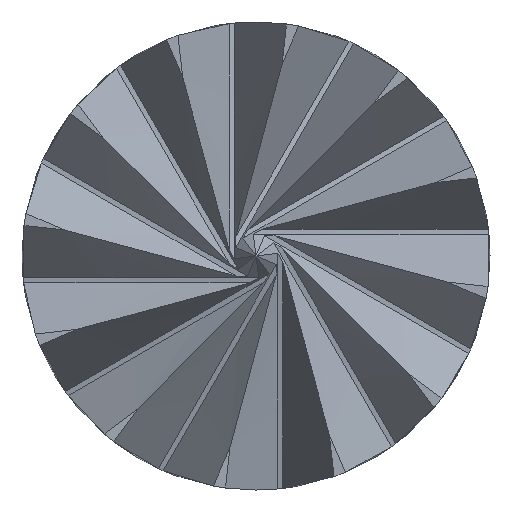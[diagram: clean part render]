
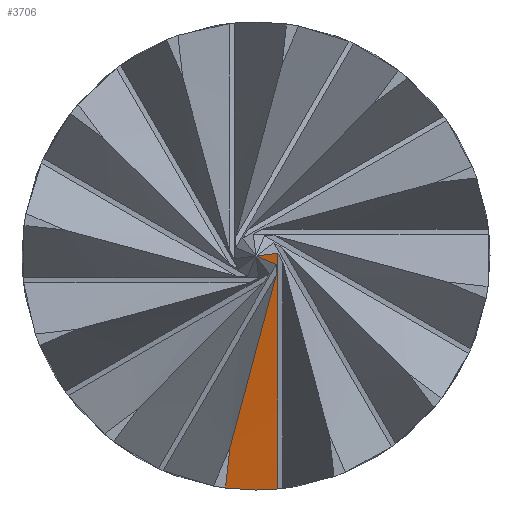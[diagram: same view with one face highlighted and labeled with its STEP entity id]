
A CAD part, left-side view. The second image highlights one B-rep face of the part: STEP entity #3706.
In plain terms, the highlighted conical face has half-angle 59.362 degrees and reference radius 9.398 mm.
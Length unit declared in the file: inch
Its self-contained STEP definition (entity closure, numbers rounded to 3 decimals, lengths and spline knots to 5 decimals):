
#63 = B_SPLINE_CURVE_WITH_KNOTS ( 'NONE', 3,
 ( #186, #2616, #2626, #801 ),
 .UNSPECIFIED., .F., .F.,
 ( 4, 4 ),
 ( 0., 0.00011 ),
 .UNSPECIFIED. ) ;
#101 = ORIENTED_EDGE ( 'NONE', *, *, #1178, .F. ) ;
#127 = CARTESIAN_POINT ( 'NONE',  ( -0.3, 0.003, -0.0228 ) ) ;
#131 = CARTESIAN_POINT ( 'NONE',  ( -0.29714, -0.00046, -0.00756 ) ) ;
#186 = CARTESIAN_POINT ( 'NONE',  ( -0.2961, -0.00215, 0.00026 ) ) ;
#190 = DIRECTION ( 'NONE',  ( 0., 0., 1. ) ) ;
#225 = CARTESIAN_POINT ( 'NONE',  ( -0.3, 0.00256, -0.01886 ) ) ;
#407 = CONICAL_SURFACE ( 'NONE', #2553, 0.37, 1.036 ) ;
#426 = CARTESIAN_POINT ( 'NONE',  ( -0.29588, -0.00198, -0.00188 ) ) ;
#442 = ORIENTED_EDGE ( 'NONE', *, *, #2118, .F. ) ;
#443 = CARTESIAN_POINT ( 'NONE',  ( -0.3, 0.00256, -0.01886 ) ) ;
#499 = CARTESIAN_POINT ( 'NONE',  ( -0.3, 0.00271, -0.02017 ) ) ;
#528 = VERTEX_POINT ( 'NONE', #225 ) ;
#585 = B_SPLINE_CURVE_WITH_KNOTS ( 'NONE', 3,
 ( #1930, #131, #2884, #1049 ),
 .UNSPECIFIED., .F., .F.,
 ( 4, 4 ),
 ( 0.00002, 0.00048 ),
 .UNSPECIFIED. ) ;
#588 = CARTESIAN_POINT ( 'NONE',  ( -0.3, 0.003, -0.0228 ) ) ;
#596 = CARTESIAN_POINT ( 'NONE',  ( -0.65528, -0.00215, -0.08858 ) ) ;
#603 = CARTESIAN_POINT ( 'NONE',  ( -0.29732, -0.00133, -0.00057 ) ) ;
#622 = DIRECTION ( 'NONE',  ( 0., 1., 0. ) ) ;
#693 = VERTEX_POINT ( 'NONE', #1757 ) ;
#755 = CARTESIAN_POINT ( 'NONE',  ( -0.29654, 0.001, -0.023 ) ) ;
#764 = CARTESIAN_POINT ( 'NONE',  ( -0.3, 0.00285, -0.02149 ) ) ;
#801 = CARTESIAN_POINT ( 'NONE',  ( -0.29978, 0., 0. ) ) ;
#831 = EDGE_CURVE ( 'NONE', #3494, #1549, #1907, .T. ) ;
#1049 = CARTESIAN_POINT ( 'NONE',  ( -0.3, 0.00256, -0.01886 ) ) ;
#1105 = VERTEX_POINT ( 'NONE', #1265 ) ;
#1178 = EDGE_CURVE ( 'NONE', #1423, #528, #1612, .T. ) ;
#1265 = CARTESIAN_POINT ( 'NONE',  ( -0.29482, 0., -0.023 ) ) ;
#1303 = CARTESIAN_POINT ( 'NONE',  ( -0.29237, -0.00143, -0.02297 ) ) ;
#1358 = DIRECTION ( 'NONE',  ( 0., 0., -1. ) ) ;
#1359 = B_SPLINE_CURVE_WITH_KNOTS ( 'NONE', 3,
 ( #127, #1925, #755, #2879 ),
 .UNSPECIFIED., .F., .F.,
 ( 4, 4 ),
 ( 0.00004, 0.0002 ),
 .UNSPECIFIED. ) ;
#1423 = VERTEX_POINT ( 'NONE', #3240 ) ;
#1549 = VERTEX_POINT ( 'NONE', #426 ) ;
#1594 = FACE_OUTER_BOUND ( 'NONE', #1953, .T. ) ;
#1605 = CARTESIAN_POINT ( 'NONE',  ( -0.2936, -0.00071, -0.023 ) ) ;
#1612 = B_SPLINE_CURVE_WITH_KNOTS ( 'NONE', 3,
 ( #588, #764, #499, #443 ),
 .UNSPECIFIED., .F., .F.,
 ( 4, 4 ),
 ( 0.0025, 0.0026 ),
 .UNSPECIFIED. ) ;
#1729 = EDGE_CURVE ( 'NONE', #1105, #693, #2914, .T. ) ;
#1749 = CARTESIAN_POINT ( 'NONE',  ( -0.29978, 0., 0. ) ) ;
#1757 = CARTESIAN_POINT ( 'NONE',  ( -0.29115, -0.00215, -0.0229 ) ) ;
#1907 = B_SPLINE_CURVE_WITH_KNOTS ( 'NONE', 3,
 ( #3158, #2117, #3133, #3120 ),
 .UNSPECIFIED., .F., .F.,
 ( 4, 4 ),
 ( 0.00001, 0.00004 ),
 .UNSPECIFIED. ) ;
#1925 = CARTESIAN_POINT ( 'NONE',  ( -0.29827, 0.002, -0.02293 ) ) ;
#1930 = CARTESIAN_POINT ( 'NONE',  ( -0.29588, -0.00198, -0.00188 ) ) ;
#1953 = EDGE_LOOP ( 'NONE', ( #442, #2591, #2532, #3361, #3713, #101, #2638, #2284 ) ) ;
#2086 = CARTESIAN_POINT ( 'NONE',  ( -0.29978, 0., 0. ) ) ;
#2117 = CARTESIAN_POINT ( 'NONE',  ( -0.29603, -0.00199, -0.00119 ) ) ;
#2118 = EDGE_CURVE ( 'NONE', #2170, #693, #3541, .T. ) ;
#2170 = VERTEX_POINT ( 'NONE', #3294 ) ;
#2277 = VERTEX_POINT ( 'NONE', #1749 ) ;
#2284 = ORIENTED_EDGE ( 'NONE', *, *, #1729, .T. ) ;
#2531 = CARTESIAN_POINT ( 'NONE',  ( -0.29115, -0.00215, -0.0229 ) ) ;
#2532 = ORIENTED_EDGE ( 'NONE', *, *, #3841, .T. ) ;
#2553 = AXIS2_PLACEMENT_3D ( 'NONE', #3436, #2572, #1358 ) ;
#2572 = DIRECTION ( 'NONE',  ( 0., -1., 0. ) ) ;
#2591 = ORIENTED_EDGE ( 'NONE', *, *, #3286, .T. ) ;
#2616 = CARTESIAN_POINT ( 'NONE',  ( -0.29732, -0.00143, 0.00017 ) ) ;
#2626 = CARTESIAN_POINT ( 'NONE',  ( -0.29855, -0.00072, 0.00009 ) ) ;
#2638 = ORIENTED_EDGE ( 'NONE', *, *, #3688, .T. ) ;
#2710 = CARTESIAN_POINT ( 'NONE',  ( -0.2961, -0.00199, -0.00085 ) ) ;
#2714 = CARTESIAN_POINT ( 'NONE',  ( -0.2961, -0.00199, -0.00085 ) ) ;
#2879 = CARTESIAN_POINT ( 'NONE',  ( -0.29482, 0., -0.023 ) ) ;
#2884 = CARTESIAN_POINT ( 'NONE',  ( -0.29852, 0.00105, -0.01322 ) ) ;
#2914 = B_SPLINE_CURVE_WITH_KNOTS ( 'NONE', 3,
 ( #3383, #1605, #1303, #2531 ),
 .UNSPECIFIED., .F., .F.,
 ( 4, 4 ),
 ( 0.0002, 0.0003 ),
 .UNSPECIFIED. ) ;
#3120 = CARTESIAN_POINT ( 'NONE',  ( -0.29588, -0.00198, -0.00188 ) ) ;
#3131 = AXIS2_PLACEMENT_3D ( 'NONE', #596, #622, #190 ) ;
#3133 = CARTESIAN_POINT ( 'NONE',  ( -0.29595, -0.00198, -0.00153 ) ) ;
#3151 = EDGE_CURVE ( 'NONE', #1549, #528, #585, .T. ) ;
#3158 = CARTESIAN_POINT ( 'NONE',  ( -0.2961, -0.00199, -0.00085 ) ) ;
#3240 = CARTESIAN_POINT ( 'NONE',  ( -0.3, 0.003, -0.0228 ) ) ;
#3286 = EDGE_CURVE ( 'NONE', #2170, #2277, #63, .T. ) ;
#3294 = CARTESIAN_POINT ( 'NONE',  ( -0.2961, -0.00215, 0.00026 ) ) ;
#3304 = B_SPLINE_CURVE_WITH_KNOTS ( 'NONE', 3,
 ( #2086, #3821, #603, #2710 ),
 .UNSPECIFIED., .F., .F.,
 ( 4, 4 ),
 ( 0., 0.00011 ),
 .UNSPECIFIED. ) ;
#3361 = ORIENTED_EDGE ( 'NONE', *, *, #831, .T. ) ;
#3383 = CARTESIAN_POINT ( 'NONE',  ( -0.29482, 0., -0.023 ) ) ;
#3436 = CARTESIAN_POINT ( 'NONE',  ( -0.65528, -0.00215, -0.08858 ) ) ;
#3494 = VERTEX_POINT ( 'NONE', #2714 ) ;
#3541 = CIRCLE ( 'NONE', #3131, 0.37 ) ;
#3688 = EDGE_CURVE ( 'NONE', #1423, #1105, #1359, .T. ) ;
#3706 = ADVANCED_FACE ( 'NONE', ( #1594 ), #407, .F. ) ;
#3713 = ORIENTED_EDGE ( 'NONE', *, *, #3151, .T. ) ;
#3821 = CARTESIAN_POINT ( 'NONE',  ( -0.29855, -0.00066, -0.00028 ) ) ;
#3841 = EDGE_CURVE ( 'NONE', #2277, #3494, #3304, .T. ) ;
